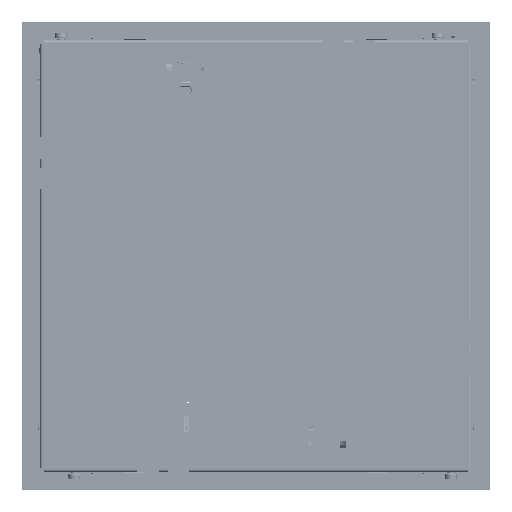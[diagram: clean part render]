
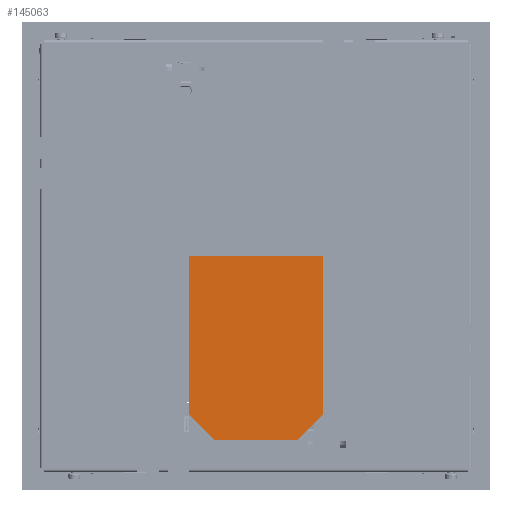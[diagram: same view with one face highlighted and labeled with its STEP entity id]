
A CAD part, front view. The second image highlights one B-rep face of the part: STEP entity #145063.
In plain terms, the highlighted planar face has unit normal (0, -1, 0).
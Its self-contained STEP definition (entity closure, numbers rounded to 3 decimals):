
#7497 = CARTESIAN_POINT ( 'NONE',  ( 88.8, 0., -38.05 ) ) ;
#11039 = DIRECTION ( 'NONE',  ( -0.707, 0., -0.707 ) ) ;
#12830 = CARTESIAN_POINT ( 'NONE',  ( 103.8, 0., 23.05 ) ) ;
#12913 = CARTESIAN_POINT ( 'NONE',  ( 0., 0., 38.05 ) ) ;
#18291 = CARTESIAN_POINT ( 'NONE',  ( 103.8, 0., -23.05 ) ) ;
#18758 = DIRECTION ( 'NONE',  ( 0., 0., 1. ) ) ;
#19986 = VECTOR ( 'NONE', #36844, 1000. ) ;
#22037 = VECTOR ( 'NONE', #18758, 1000. ) ;
#24504 = VERTEX_POINT ( 'NONE', #28032 ) ;
#26395 = DIRECTION ( 'NONE',  ( 1., 0., 0. ) ) ;
#28032 = CARTESIAN_POINT ( 'NONE',  ( 88.8, 0., 38.05 ) ) ;
#29780 = EDGE_CURVE ( 'NONE', #96934, #88959, #91546, .T. ) ;
#31198 = DIRECTION ( 'NONE',  ( 0., 0., -1. ) ) ;
#33730 = VERTEX_POINT ( 'NONE', #12830 ) ;
#36844 = DIRECTION ( 'NONE',  ( -1., 0., 0. ) ) ;
#39264 = LINE ( 'NONE', #12913, #70870 ) ;
#47028 = EDGE_CURVE ( 'NONE', #33730, #169206, #103814, .T. ) ;
#50275 = VECTOR ( 'NONE', #11039, 1000. ) ;
#51727 = EDGE_CURVE ( 'NONE', #52895, #24504, #39264, .T. ) ;
#52895 = VERTEX_POINT ( 'NONE', #114199 ) ;
#53577 = LINE ( 'NONE', #59276, #22037 ) ;
#59276 = CARTESIAN_POINT ( 'NONE',  ( 0., 0., -38.05 ) ) ;
#69476 = EDGE_CURVE ( 'NONE', #88959, #52895, #53577, .T. ) ;
#70007 = AXIS2_PLACEMENT_3D ( 'NONE', #133634, #160629, #80198 ) ;
#70870 = VECTOR ( 'NONE', #26395, 1000. ) ;
#71633 = LINE ( 'NONE', #80173, #134678 ) ;
#72056 = EDGE_CURVE ( 'NONE', #24504, #33730, #71633, .T. ) ;
#78088 = CARTESIAN_POINT ( 'NONE',  ( 88.8, 0., -38.05 ) ) ;
#79635 = PLANE ( 'NONE',  #70007 ) ;
#80173 = CARTESIAN_POINT ( 'NONE',  ( 88.8, 0., 38.05 ) ) ;
#80198 = DIRECTION ( 'NONE',  ( 0., 0., 1. ) ) ;
#88959 = VERTEX_POINT ( 'NONE', #91799 ) ;
#91546 = LINE ( 'NONE', #157396, #19986 ) ;
#91799 = CARTESIAN_POINT ( 'NONE',  ( 0., 0., -38.05 ) ) ;
#93737 = DIRECTION ( 'NONE',  ( 0.707, 0., -0.707 ) ) ;
#96934 = VERTEX_POINT ( 'NONE', #7497 ) ;
#103814 = LINE ( 'NONE', #18291, #131161 ) ;
#108483 = EDGE_LOOP ( 'NONE', ( #149326, #167301, #116555, #143821, #124987, #111029 ) ) ;
#111029 = ORIENTED_EDGE ( 'NONE', *, *, #51727, .F. ) ;
#114199 = CARTESIAN_POINT ( 'NONE',  ( 0., 0., 38.05 ) ) ;
#116555 = ORIENTED_EDGE ( 'NONE', *, *, #138875, .F. ) ;
#124987 = ORIENTED_EDGE ( 'NONE', *, *, #72056, .F. ) ;
#131161 = VECTOR ( 'NONE', #31198, 1000. ) ;
#133634 = CARTESIAN_POINT ( 'NONE',  ( 0., 0., 38.05 ) ) ;
#134678 = VECTOR ( 'NONE', #93737, 1000. ) ;
#138875 = EDGE_CURVE ( 'NONE', #169206, #96934, #157510, .T. ) ;
#143821 = ORIENTED_EDGE ( 'NONE', *, *, #47028, .F. ) ;
#145063 = ADVANCED_FACE ( 'NONE', ( #174002 ), #79635, .F. ) ;
#149326 = ORIENTED_EDGE ( 'NONE', *, *, #69476, .F. ) ;
#157396 = CARTESIAN_POINT ( 'NONE',  ( 0., 0., -38.05 ) ) ;
#157510 = LINE ( 'NONE', #78088, #50275 ) ;
#159921 = CARTESIAN_POINT ( 'NONE',  ( 103.8, 0., -23.05 ) ) ;
#160629 = DIRECTION ( 'NONE',  ( 0., 1., 0. ) ) ;
#167301 = ORIENTED_EDGE ( 'NONE', *, *, #29780, .F. ) ;
#169206 = VERTEX_POINT ( 'NONE', #159921 ) ;
#174002 = FACE_OUTER_BOUND ( 'NONE', #108483, .T. ) ;
